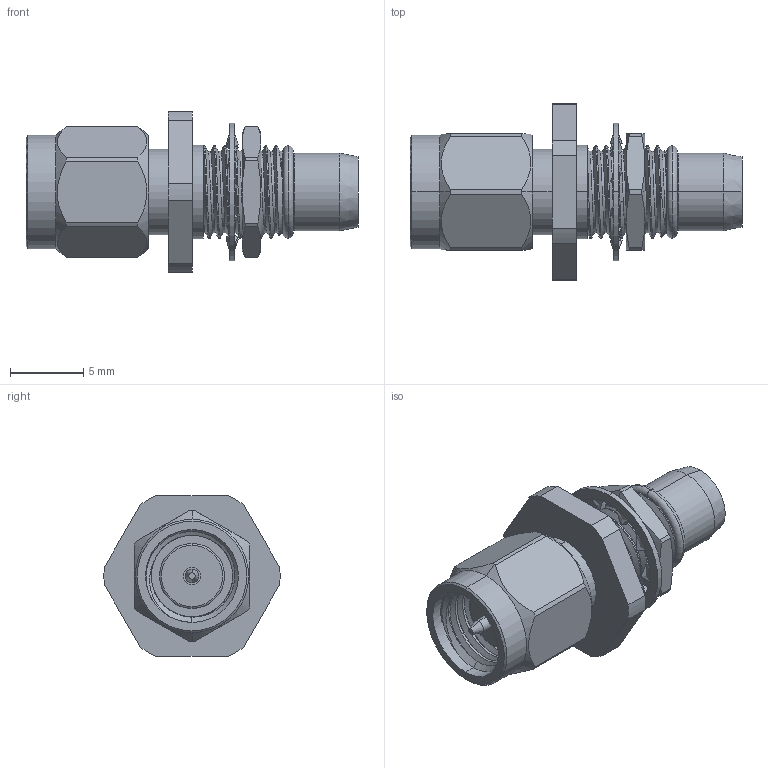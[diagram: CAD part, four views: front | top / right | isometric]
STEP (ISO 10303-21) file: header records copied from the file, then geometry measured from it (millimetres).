
FILE_DESCRIPTION (( 'STEP AP203' ), '1' );
FILE_NAME ('FMAD1111.step', '2018-05-18T15:38:52', ( '' ), ( '' ), 'SwSTEP 2.0', 'SolidWorks 2017', '' );
FILE_SCHEMA (( 'CONFIG_CONTROL_DESIGN' ));
Length unit declared in the file: inch
Products named in the file (1): FMAD1111
Bounding box: 22.73 x 12.06 x 11 mm (x, y, z)
Volume: 805.6 mm3; surface area: 1391.5 mm2
Topology: 4 solids, 4 shells, 240 faces, 661 edges, 439 vertices
Faces by surface type: cylinder 91, bspline 49, plane 48, cone 42, torus 10
Entity records: 11342 total; most frequent: CARTESIAN_POINT 5617, ORIENTED_EDGE 1322, DIRECTION 1018, EDGE_CURVE 661, VERTEX_POINT 439, AXIS2_PLACEMENT_3D 395, EDGE_LOOP 256, ADVANCED_FACE 240
